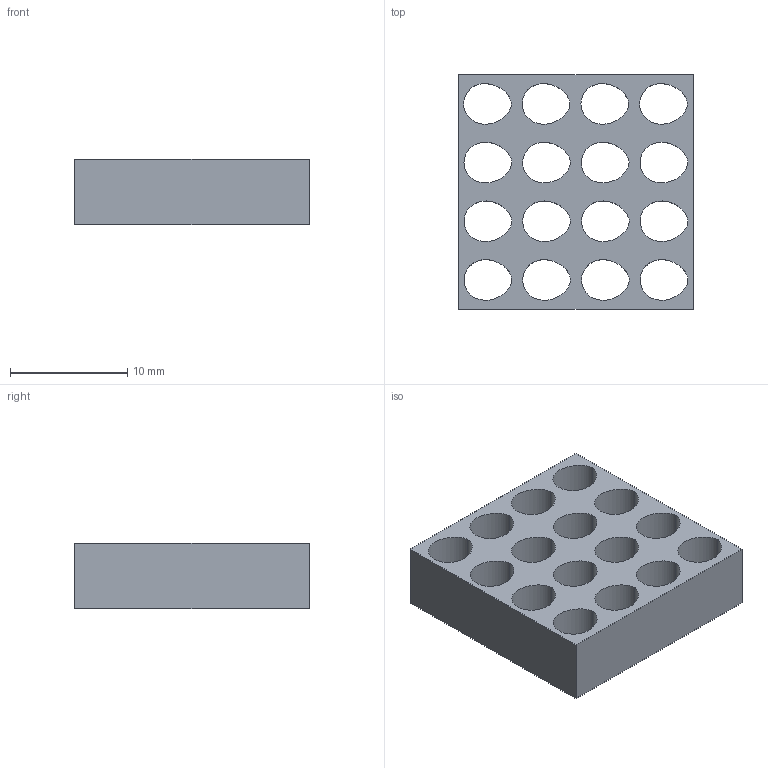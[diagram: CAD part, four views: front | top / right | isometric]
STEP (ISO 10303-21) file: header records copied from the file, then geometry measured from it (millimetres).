
FILE_DESCRIPTION (( 'STEP AP203' ), '1' );
FILE_NAME ('egg_4x4_30062023.STEP', '2023-06-29T23:09:57', ( '' ), ( '' ), 'SwSTEP 2.0', 'SolidWorks 2022', '' );
FILE_SCHEMA (( 'CONFIG_CONTROL_DESIGN' ));
Length unit declared in the file: millimetre
Products named in the file (1): egg_4x4_30062023
Bounding box: 20 x 20 x 5.6 mm (x, y, z)
Volume: 1265.6 mm3; surface area: 1954.2 mm2
Topology: 1 solids, 1 shells, 38 faces, 108 edges, 72 vertices
Faces by surface type: bspline 32, plane 6
Entity records: 7305 total; most frequent: CARTESIAN_POINT 6395, ORIENTED_EDGE 216, EDGE_CURVE 108, VERTEX_POINT 72, EDGE_LOOP 70, B_SPLINE_CURVE_WITH_KNOTS 64, DIRECTION 58, VECTOR 44
